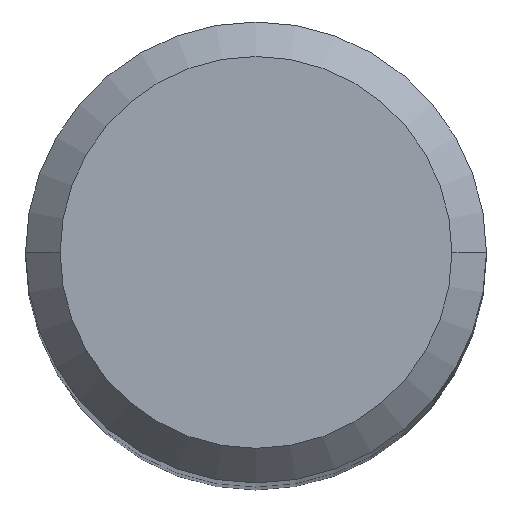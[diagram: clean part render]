
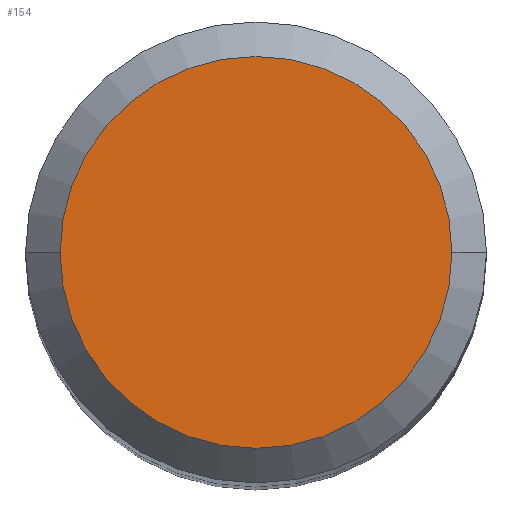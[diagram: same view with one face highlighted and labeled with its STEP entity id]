
A CAD part, top view. The second image highlights one B-rep face of the part: STEP entity #154.
In plain terms, the highlighted planar face has unit normal (0, 0, 1).
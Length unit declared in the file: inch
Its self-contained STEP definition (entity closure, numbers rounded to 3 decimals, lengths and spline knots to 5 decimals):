
#2 = EDGE_LOOP ( 'NONE', ( #33, #403 ) ) ;
#33 = ORIENTED_EDGE ( 'NONE', *, *, #233, .T. ) ;
#36 = CARTESIAN_POINT ( 'NONE',  ( 0., 0., 0. ) ) ;
#64 = CARTESIAN_POINT ( 'NONE',  ( 0., 0., 0. ) ) ;
#91 = DIRECTION ( 'NONE',  ( 0., 0., -1. ) ) ;
#129 = FACE_OUTER_BOUND ( 'NONE', #2, .T. ) ;
#139 = DIRECTION ( 'NONE',  ( 0., 0., 1. ) ) ;
#154 = ADVANCED_FACE ( 'NONE', ( #129 ), #422, .F. ) ;
#179 = CIRCLE ( 'NONE', #331, 0.23426 ) ;
#180 = CARTESIAN_POINT ( 'NONE',  ( 0.23426, 0., 0. ) ) ;
#188 = VERTEX_POINT ( 'NONE', #180 ) ;
#215 = AXIS2_PLACEMENT_3D ( 'NONE', #64, #91, #388 ) ;
#224 = DIRECTION ( 'NONE',  ( 1., 0., 0. ) ) ;
#226 = CARTESIAN_POINT ( 'NONE',  ( 0., 0., 0. ) ) ;
#233 = EDGE_CURVE ( 'NONE', #447, #188, #179, .T. ) ;
#243 = EDGE_CURVE ( 'NONE', #188, #447, #319, .T. ) ;
#272 = AXIS2_PLACEMENT_3D ( 'NONE', #226, #139, #224 ) ;
#319 = CIRCLE ( 'NONE', #272, 0.23426 ) ;
#323 = DIRECTION ( 'NONE',  ( 0., 0., 1. ) ) ;
#331 = AXIS2_PLACEMENT_3D ( 'NONE', #36, #323, #468 ) ;
#370 = CARTESIAN_POINT ( 'NONE',  ( -0.23426, 0., 0. ) ) ;
#388 = DIRECTION ( 'NONE',  ( -1., 0., 0. ) ) ;
#403 = ORIENTED_EDGE ( 'NONE', *, *, #243, .T. ) ;
#422 = PLANE ( 'NONE',  #215 ) ;
#447 = VERTEX_POINT ( 'NONE', #370 ) ;
#468 = DIRECTION ( 'NONE',  ( 1., 0., 0. ) ) ;
